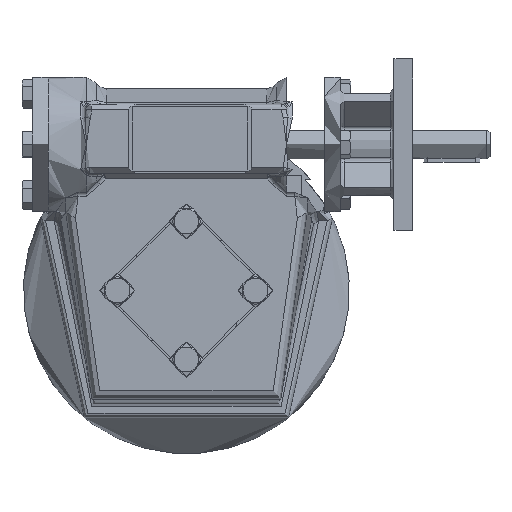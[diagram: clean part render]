
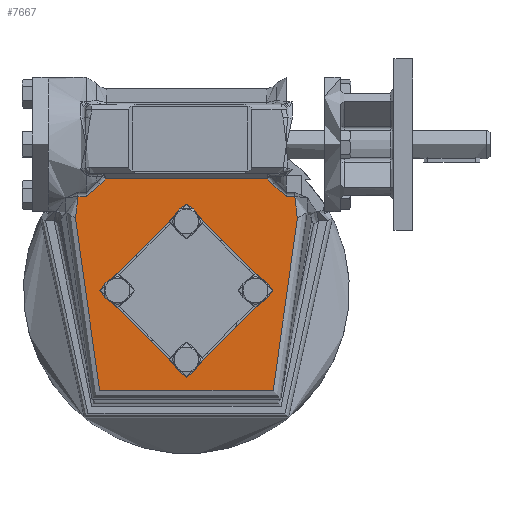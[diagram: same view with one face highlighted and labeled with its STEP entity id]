
A CAD part, top view. The second image highlights one B-rep face of the part: STEP entity #7667.
In plain terms, the highlighted planar face has unit normal (0, 0, 1).
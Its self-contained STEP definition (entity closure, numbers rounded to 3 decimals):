
#252=B_SPLINE_CURVE_WITH_KNOTS('',3,(#15833,#15834,#15835,#15836,#15837,
#15838,#15839),.UNSPECIFIED.,.F.,.F.,(4,1,1,1,4),(0.,0.003,
0.005,0.008,0.011),
 .UNSPECIFIED.);
#253=B_SPLINE_CURVE_WITH_KNOTS('',3,(#15842,#15843,#15844,#15845,#15846),
 .UNSPECIFIED.,.F.,.F.,(4,1,4),(0.,0.002,0.003),
 .UNSPECIFIED.);
#254=B_SPLINE_CURVE_WITH_KNOTS('',3,(#15850,#15851,#15852,#15853,#15854),
 .UNSPECIFIED.,.F.,.F.,(4,1,4),(0.,0.002,0.003),
 .UNSPECIFIED.);
#255=B_SPLINE_CURVE_WITH_KNOTS('',3,(#15856,#15857,#15858,#15859,#15860,
#15861,#15862),.UNSPECIFIED.,.F.,.F.,(4,1,1,1,4),(0.,0.003,
0.005,0.008,0.011),
 .UNSPECIFIED.);
#256=B_SPLINE_CURVE_WITH_KNOTS('',3,(#15866,#15867,#15868,#15869,#15870,
#15871),.UNSPECIFIED.,.F.,.F.,(4,1,1,4),(0.001,0.004,
0.007,0.013),.UNSPECIFIED.);
#257=B_SPLINE_CURVE_WITH_KNOTS('',3,(#15875,#15876,#15877,#15878,#15879,
#15880,#15881),.UNSPECIFIED.,.F.,.F.,(4,1,1,1,4),(0.,0.003,
0.006,0.009,0.012),
 .UNSPECIFIED.);
#1083=CIRCLE('',#8689,69.);
#1084=CIRCLE('',#8690,45.125);
#2292=ORIENTED_EDGE('',*,*,#3977,.T.);
#2293=ORIENTED_EDGE('',*,*,#3978,.T.);
#2294=ORIENTED_EDGE('',*,*,#3979,.T.);
#2295=ORIENTED_EDGE('',*,*,#3980,.T.);
#2296=ORIENTED_EDGE('',*,*,#3981,.T.);
#2297=ORIENTED_EDGE('',*,*,#3982,.T.);
#2298=ORIENTED_EDGE('',*,*,#3983,.T.);
#2299=ORIENTED_EDGE('',*,*,#3984,.T.);
#2300=ORIENTED_EDGE('',*,*,#3985,.T.);
#2301=ORIENTED_EDGE('',*,*,#3986,.T.);
#2302=ORIENTED_EDGE('',*,*,#3987,.T.);
#3977=EDGE_CURVE('',#4965,#4966,#252,.T.);
#3978=EDGE_CURVE('',#4966,#4967,#253,.T.);
#3979=EDGE_CURVE('',#4967,#4968,#5500,.T.);
#3980=EDGE_CURVE('',#4968,#4969,#254,.T.);
#3981=EDGE_CURVE('',#4969,#4970,#255,.T.);
#3982=EDGE_CURVE('',#4970,#4971,#5501,.T.);
#3983=EDGE_CURVE('',#4971,#4972,#256,.T.);
#3984=EDGE_CURVE('',#4972,#4973,#1083,.F.);
#3985=EDGE_CURVE('',#4973,#4974,#257,.T.);
#3986=EDGE_CURVE('',#4974,#4965,#5502,.F.);
#3987=EDGE_CURVE('',#4975,#4975,#1084,.T.);
#4965=VERTEX_POINT('',#15840);
#4966=VERTEX_POINT('',#15841);
#4967=VERTEX_POINT('',#15847);
#4968=VERTEX_POINT('',#15849);
#4969=VERTEX_POINT('',#15855);
#4970=VERTEX_POINT('',#15863);
#4971=VERTEX_POINT('',#15865);
#4972=VERTEX_POINT('',#15872);
#4973=VERTEX_POINT('',#15874);
#4974=VERTEX_POINT('',#15882);
#4975=VERTEX_POINT('',#15885);
#5500=LINE('',#15848,#5845);
#5501=LINE('',#15864,#5846);
#5502=LINE('',#15883,#5847);
#5845=VECTOR('',#10281,1000.);
#5846=VECTOR('',#10282,1000.);
#5847=VECTOR('',#10285,1000.);
#6353=EDGE_LOOP('',(#2292,#2293,#2294,#2295,#2296,#2297,#2298,#2299,#2300,
#2301));
#6354=EDGE_LOOP('',(#2302));
#6975=FACE_BOUND('',#6353,.T.);
#6976=FACE_BOUND('',#6354,.T.);
#7326=PLANE('',#8688);
#7667=ADVANCED_FACE('',(#6975,#6976),#7326,.F.);
#8688=AXIS2_PLACEMENT_3D('',#15832,#10279,#10280);
#8689=AXIS2_PLACEMENT_3D('',#15873,#10283,#10284);
#8690=AXIS2_PLACEMENT_3D('',#15884,#10286,#10287);
#10279=DIRECTION('',(0.,0.,-1.));
#10280=DIRECTION('',(-1.,0.,0.));
#10281=DIRECTION('',(-1.,0.,0.));
#10282=DIRECTION('',(-1.,0.,0.));
#10283=DIRECTION('',(0.,0.,-1.));
#10284=DIRECTION('',(-1.,0.,0.));
#10285=DIRECTION('',(1.,0.,0.));
#10286=DIRECTION('',(0.,0.,-1.));
#10287=DIRECTION('',(0.,-1.,0.));
#15832=CARTESIAN_POINT('',(0.,0.,23.5));
#15833=CARTESIAN_POINT('',(52.2,49.036,23.5));
#15834=CARTESIAN_POINT('',(51.285,49.036,23.5));
#15835=CARTESIAN_POINT('',(49.494,49.433,23.5));
#15836=CARTESIAN_POINT('',(47.221,51.01,23.5));
#15837=CARTESIAN_POINT('',(45.558,53.17,23.5));
#15838=CARTESIAN_POINT('',(44.805,54.823,23.5));
#15839=CARTESIAN_POINT('',(44.501,55.679,23.5));
#15840=CARTESIAN_POINT('',(52.2,49.036,23.5));
#15841=CARTESIAN_POINT('',(44.501,55.679,23.5));
#15842=CARTESIAN_POINT('',(44.501,55.679,23.5));
#15843=CARTESIAN_POINT('',(44.31,56.218,23.5));
#15844=CARTESIAN_POINT('',(43.812,57.229,23.5));
#15845=CARTESIAN_POINT('',(42.934,58.041,23.5));
#15846=CARTESIAN_POINT('',(42.386,58.225,23.5));
#15847=CARTESIAN_POINT('',(42.386,58.225,23.5));
#15848=CARTESIAN_POINT('',(0.,58.225,23.5));
#15849=CARTESIAN_POINT('',(-42.386,58.225,23.5));
#15850=CARTESIAN_POINT('',(-42.386,58.225,23.5));
#15851=CARTESIAN_POINT('',(-42.934,58.041,23.5));
#15852=CARTESIAN_POINT('',(-43.798,57.247,23.5));
#15853=CARTESIAN_POINT('',(-44.31,56.218,23.5));
#15854=CARTESIAN_POINT('',(-44.501,55.679,23.5));
#15855=CARTESIAN_POINT('',(-44.501,55.679,23.5));
#15856=CARTESIAN_POINT('',(-44.501,55.679,23.5));
#15857=CARTESIAN_POINT('',(-44.805,54.823,23.5));
#15858=CARTESIAN_POINT('',(-45.545,53.193,23.5));
#15859=CARTESIAN_POINT('',(-47.214,51.016,23.5));
#15860=CARTESIAN_POINT('',(-49.484,49.437,23.5));
#15861=CARTESIAN_POINT('',(-51.283,49.036,23.5));
#15862=CARTESIAN_POINT('',(-52.2,49.036,23.5));
#15863=CARTESIAN_POINT('',(-52.2,49.036,23.5));
#15864=CARTESIAN_POINT('',(-57.281,49.036,23.5));
#15865=CARTESIAN_POINT('',(-56.568,49.036,23.5));
#15866=CARTESIAN_POINT('',(-56.568,49.036,23.5));
#15867=CARTESIAN_POINT('',(-56.159,48.133,23.5));
#15868=CARTESIAN_POINT('',(-55.667,46.166,23.5));
#15869=CARTESIAN_POINT('',(-55.738,42.158,23.5));
#15870=CARTESIAN_POINT('',(-56.767,39.276,23.5));
#15871=CARTESIAN_POINT('',(-57.861,37.591,23.5));
#15872=CARTESIAN_POINT('',(-57.861,37.591,23.5));
#15873=CARTESIAN_POINT('',(0.,0.,23.5));
#15874=CARTESIAN_POINT('',(57.861,37.591,23.5));
#15875=CARTESIAN_POINT('',(57.861,37.591,23.5));
#15876=CARTESIAN_POINT('',(57.312,38.436,23.5));
#15877=CARTESIAN_POINT('',(56.436,40.215,23.5));
#15878=CARTESIAN_POINT('',(55.718,43.158,23.5));
#15879=CARTESIAN_POINT('',(55.668,46.153,23.5));
#15880=CARTESIAN_POINT('',(56.151,48.116,23.5));
#15881=CARTESIAN_POINT('',(56.568,49.036,23.5));
#15882=CARTESIAN_POINT('',(56.568,49.036,23.5));
#15883=CARTESIAN_POINT('',(52.2,49.036,23.5));
#15884=CARTESIAN_POINT('',(0.,0.,23.5));
#15885=CARTESIAN_POINT('',(0.,-45.125,23.5));
